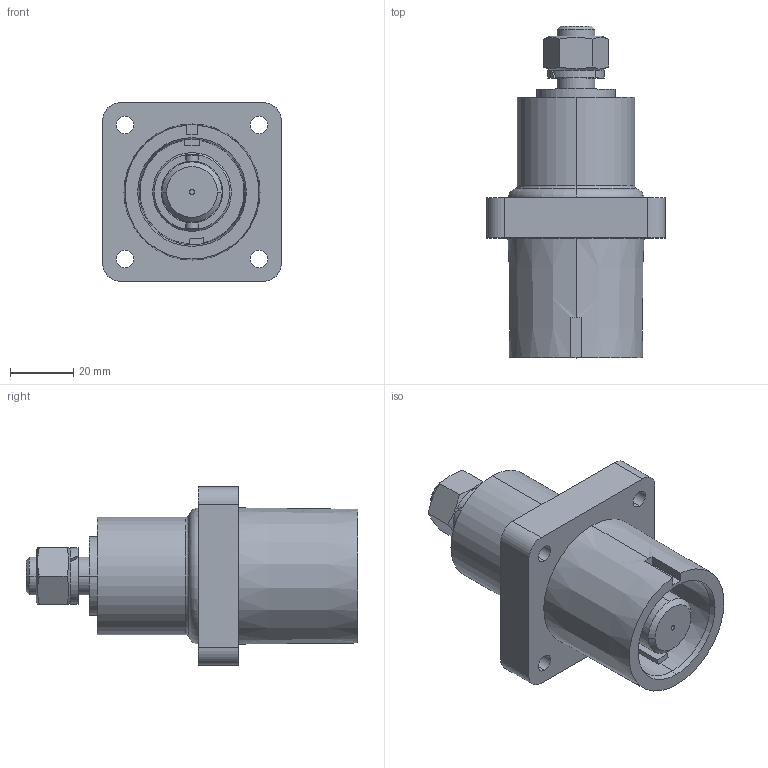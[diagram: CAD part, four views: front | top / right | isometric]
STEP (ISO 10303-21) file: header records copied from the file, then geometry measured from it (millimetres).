
FILE_DESCRIPTION (( 'STEP AP214' ), '1' );
FILE_NAME ('SPPC-PWL-PS-L1-BR-M12-T7.STEP', '2019-07-22T11:34:44', ( '' ), ( '' ), 'SwSTEP 2.0', 'SolidWorks 2018', '' );
FILE_SCHEMA (( 'AUTOMOTIVE_DESIGN' ));
Length unit declared in the file: millimetre
Products named in the file (1): SPPC-PWL-PS-L1-BR-M12-T7
Bounding box: 56.6 x 105.3 x 56.6 mm (x, y, z)
Volume: 99027.1 mm3; surface area: 32368 mm2
Topology: 1 solids, 1 shells, 209 faces, 545 edges, 355 vertices
Faces by surface type: cylinder 106, plane 74, cone 25, torus 4
Entity records: 8187 total; most frequent: CARTESIAN_POINT 1839, DIRECTION 1157, ORIENTED_EDGE 1090, EDGE_CURVE 545, AXIS2_PLACEMENT_3D 462, VERTEX_POINT 355, CIRCLE 252, EDGE_LOOP 234
